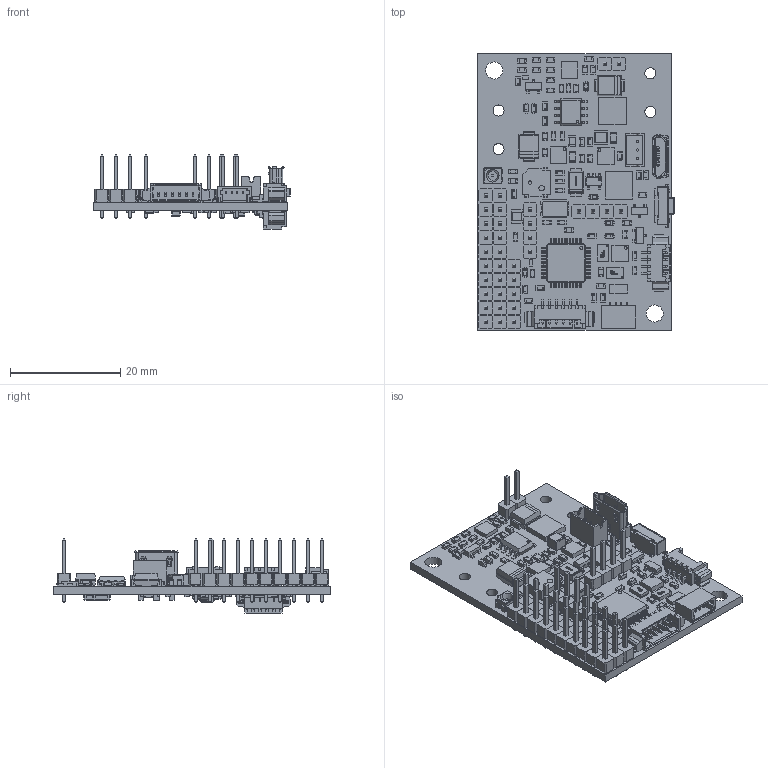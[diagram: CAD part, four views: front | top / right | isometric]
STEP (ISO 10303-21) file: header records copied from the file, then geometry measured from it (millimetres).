
FILE_DESCRIPTION(('Open CASCADE Model'),'2;1');
FILE_NAME('Open CASCADE Shape Model','2018-12-19T09:59:39',('Author'),( 'Open CASCADE'),'Open CASCADE STEP processor 6.8','Open CASCADE 6.8' ,'Unknown');
FILE_SCHEMA(('AUTOMOTIVE_DESIGN { 1 0 10303 214 1 1 1 1 }'));
Length unit declared in the file: millimetre
Products named in the file (185): PCB; Board; C13; CAPC2012X70N_EIA_0805; D7; User_Library-SOD-523_SCD80_SC-79; L3; User_Library-Chip_Inductor; D15; SOD128; C32; 1206_SMD_Capacitor; R15; Resistors_0603; C31; R10; Q4; CircuitWorks-SOT-23; P4; 532610471; C30; CAPC1608X___; BA1; PUI_SMT-0540-T-6-R; C29; C15; D6; User_Library-DO-214AA_SMB_(1); D5; U5; 5473429696; Extruded; 7920112192; Cylinder; U4; 5473429888; R28; R18; R16; R13 ...
Assembly tree (327 placements, depth 5):
  PCB
    Board
    C13
      CAPC2012X70N_EIA_0805
    D7
      User_Library-SOD-523_SCD80_SC-79
    L3
      User_Library-Chip_Inductor
    D15
      SOD128
    C32
      1206_SMD_Capacitor
    R15
      Resistors_0603
    C31
      1206_SMD_Capacitor
    R10
      Resistors_0603
    Q4
      CircuitWorks-SOT-23
    P4
      532610471
    C30
      CAPC1608X___
    BA1
      PUI_SMT-0540-T-6-R
    C29
      CAPC1608X___
    C15
      CAPC1608X___
    D6
      User_Library-DO-214AA_SMB_(1)
    D5
      User_Library-DO-214AA_SMB_(1)
    U5
      5473429696
        Extruded
      7920112192
        Cylinder
    U4
      5473429696
        Extruded
      5473429888
        Cylinder
    R28
      Resistors_0603
    R18
      Resistors_0603
    R16
      Resistors_0603
    R13
      Resistors_0603
    R12
      Resistors_0603
    L4
      User_Library-res0805-1
    C28
      CAPC1608X___
    C24
      CAPC1608X___
Bounding box: 35.55 x 50 x 13.43 mm (x, y, z)
Volume: 4179.2 mm3; surface area: 10146.8 mm2
Topology: 325 solids, 325 shells, 11450 faces, 28476 edges, 17393 vertices
Faces by surface type: plane 7370, cylinder 3174, bspline 438, torus 270, sphere 182, cone 16
Full cylindrical faces by diameter (mm): 0.5 x3, 0.7 x3, 1 x35, 2 x4, 3.1 x2
Entity records: 122762 total; most frequent: CARTESIAN_POINT 26720, ORIENTED_EDGE 16440, DIRECTION 15742, EDGE_CURVE 8220, LINE 6418, VECTOR 6418, VERTEX_POINT 5189, AXIS2_PLACEMENT_3D 4662
